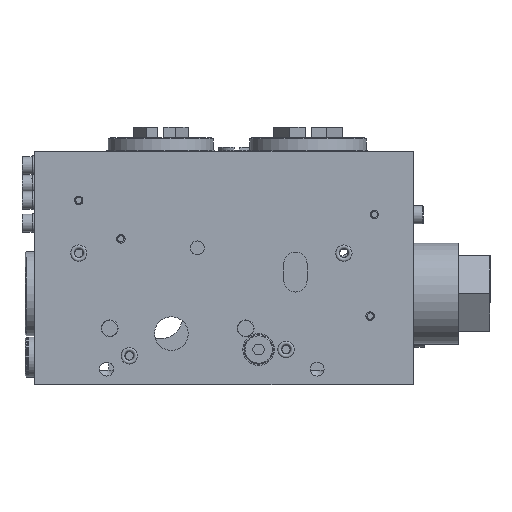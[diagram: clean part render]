
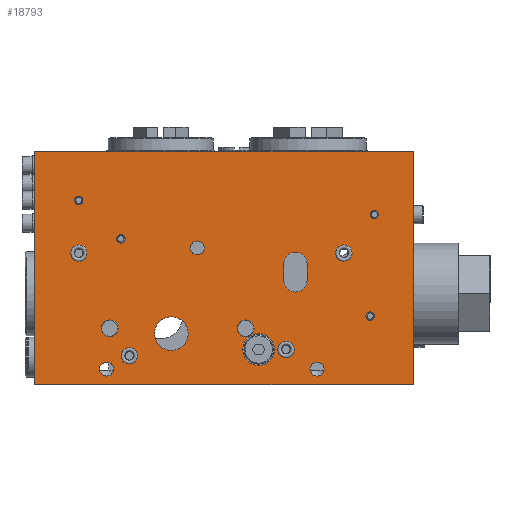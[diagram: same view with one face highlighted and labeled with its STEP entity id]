
A CAD part, front view. The second image highlights one B-rep face of the part: STEP entity #18793.
In plain terms, the highlighted planar face has unit normal (0, -1, 0).
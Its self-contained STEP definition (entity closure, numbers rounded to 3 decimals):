
#458=PLANE('',#20426);
#1135=LINE('',#28395,#1644);
#1138=LINE('',#28404,#1647);
#1163=LINE('',#28796,#1672);
#1191=LINE('',#28894,#1700);
#1214=LINE('',#29004,#1723);
#1215=LINE('',#29006,#1724);
#1644=VECTOR('',#22855,1000.);
#1647=VECTOR('',#22866,1000.);
#1672=VECTOR('',#23165,1000.);
#1700=VECTOR('',#23201,1000.);
#1723=VECTOR('',#23272,1000.);
#1724=VECTOR('',#23273,1000.);
#2707=CIRCLE('',#20235,2.);
#2709=CIRCLE('',#20238,2.);
#2711=CIRCLE('',#20241,2.);
#2715=CIRCLE('',#20247,3.324);
#2717=CIRCLE('',#20251,3.324);
#2719=CIRCLE('',#20255,3.324);
#2722=CIRCLE('',#20259,5.5);
#2724=CIRCLE('',#20263,5.5);
#2727=CIRCLE('',#20269,4.);
#2729=CIRCLE('',#20272,4.);
#2731=CIRCLE('',#20275,8.);
#2733=CIRCLE('',#20278,7.5);
#2804=CIRCLE('',#20390,2.);
#2834=CIRCLE('',#20427,3.9);
#2835=CIRCLE('',#20428,3.9);
#2836=CIRCLE('',#20429,3.9);
#2837=CIRCLE('',#20430,3.9);
#4155=ORIENTED_EDGE('',*,*,#7460,.F.);
#4156=ORIENTED_EDGE('',*,*,#7552,.T.);
#4157=ORIENTED_EDGE('',*,*,#7553,.T.);
#4158=ORIENTED_EDGE('',*,*,#7356,.T.);
#4159=ORIENTED_EDGE('',*,*,#7354,.T.);
#4160=ORIENTED_EDGE('',*,*,#7352,.T.);
#4161=ORIENTED_EDGE('',*,*,#7350,.T.);
#4162=ORIENTED_EDGE('',*,*,#7554,.T.);
#4163=ORIENTED_EDGE('',*,*,#7555,.T.);
#4164=ORIENTED_EDGE('',*,*,#7512,.T.);
#4165=ORIENTED_EDGE('',*,*,#7475,.T.);
#4166=ORIENTED_EDGE('',*,*,#7556,.T.);
#4167=ORIENTED_EDGE('',*,*,#7316,.T.);
#4168=ORIENTED_EDGE('',*,*,#7318,.T.);
#4169=ORIENTED_EDGE('',*,*,#7320,.T.);
#4170=ORIENTED_EDGE('',*,*,#7557,.T.);
#4171=ORIENTED_EDGE('',*,*,#7324,.T.);
#4172=ORIENTED_EDGE('',*,*,#7329,.T.);
#4173=ORIENTED_EDGE('',*,*,#7334,.T.);
#4174=ORIENTED_EDGE('',*,*,#7347,.T.);
#4175=ORIENTED_EDGE('',*,*,#7339,.T.);
#4176=ORIENTED_EDGE('',*,*,#7342,.T.);
#4177=ORIENTED_EDGE('',*,*,#7345,.T.);
#7316=EDGE_CURVE('',#9041,#9041,#2707,.T.);
#7318=EDGE_CURVE('',#9043,#9043,#2709,.T.);
#7320=EDGE_CURVE('',#9045,#9045,#2711,.T.);
#7324=EDGE_CURVE('',#9049,#9049,#2715,.T.);
#7329=EDGE_CURVE('',#9052,#9052,#2717,.T.);
#7334=EDGE_CURVE('',#9055,#9055,#2719,.T.);
#7339=EDGE_CURVE('',#9058,#9060,#2722,.T.);
#7342=EDGE_CURVE('',#9060,#9062,#1135,.T.);
#7345=EDGE_CURVE('',#9062,#9064,#2724,.T.);
#7347=EDGE_CURVE('',#9064,#9058,#1138,.T.);
#7350=EDGE_CURVE('',#9067,#9067,#2727,.T.);
#7352=EDGE_CURVE('',#9069,#9069,#2729,.T.);
#7354=EDGE_CURVE('',#9071,#9071,#2731,.T.);
#7356=EDGE_CURVE('',#9073,#9073,#2733,.T.);
#7460=EDGE_CURVE('',#9162,#9162,#2804,.T.);
#7475=EDGE_CURVE('',#9176,#9177,#1163,.T.);
#7512=EDGE_CURVE('',#9212,#9176,#1191,.T.);
#7552=EDGE_CURVE('',#9248,#9248,#2834,.T.);
#7553=EDGE_CURVE('',#9249,#9249,#2835,.T.);
#7554=EDGE_CURVE('',#9250,#9250,#2836,.T.);
#7555=EDGE_CURVE('',#9251,#9212,#1214,.T.);
#7556=EDGE_CURVE('',#9177,#9251,#1215,.T.);
#7557=EDGE_CURVE('',#9252,#9252,#2837,.T.);
#9041=VERTEX_POINT('',#28316);
#9043=VERTEX_POINT('',#28321);
#9045=VERTEX_POINT('',#28326);
#9049=VERTEX_POINT('',#28336);
#9052=VERTEX_POINT('',#28357);
#9055=VERTEX_POINT('',#28378);
#9058=VERTEX_POINT('',#28384);
#9060=VERTEX_POINT('',#28388);
#9062=VERTEX_POINT('',#28394);
#9064=VERTEX_POINT('',#28400);
#9067=VERTEX_POINT('',#28412);
#9069=VERTEX_POINT('',#28417);
#9071=VERTEX_POINT('',#28422);
#9073=VERTEX_POINT('',#28427);
#9162=VERTEX_POINT('',#28745);
#9176=VERTEX_POINT('',#28797);
#9177=VERTEX_POINT('',#28798);
#9212=VERTEX_POINT('',#28895);
#9248=VERTEX_POINT('',#28999);
#9249=VERTEX_POINT('',#29001);
#9250=VERTEX_POINT('',#29003);
#9251=VERTEX_POINT('',#29005);
#9252=VERTEX_POINT('',#29008);
#10775=EDGE_LOOP('',(#4155));
#10776=EDGE_LOOP('',(#4156));
#10777=EDGE_LOOP('',(#4157));
#10778=EDGE_LOOP('',(#4158));
#10779=EDGE_LOOP('',(#4159));
#10780=EDGE_LOOP('',(#4160));
#10781=EDGE_LOOP('',(#4161));
#10782=EDGE_LOOP('',(#4162));
#10783=EDGE_LOOP('',(#4163,#4164,#4165,#4166));
#10784=EDGE_LOOP('',(#4167));
#10785=EDGE_LOOP('',(#4168));
#10786=EDGE_LOOP('',(#4169));
#10787=EDGE_LOOP('',(#4170));
#10788=EDGE_LOOP('',(#4171));
#10789=EDGE_LOOP('',(#4172));
#10790=EDGE_LOOP('',(#4173));
#10791=EDGE_LOOP('',(#4174,#4175,#4176,#4177));
#13183=FACE_BOUND('',#10775,.T.);
#13184=FACE_BOUND('',#10776,.T.);
#13185=FACE_BOUND('',#10777,.T.);
#13186=FACE_BOUND('',#10778,.T.);
#13187=FACE_BOUND('',#10779,.T.);
#13188=FACE_BOUND('',#10780,.T.);
#13189=FACE_BOUND('',#10781,.T.);
#13190=FACE_BOUND('',#10782,.T.);
#13191=FACE_BOUND('',#10783,.T.);
#13192=FACE_BOUND('',#10784,.T.);
#13193=FACE_BOUND('',#10785,.T.);
#13194=FACE_BOUND('',#10786,.T.);
#13195=FACE_BOUND('',#10787,.T.);
#13196=FACE_BOUND('',#10788,.T.);
#13197=FACE_BOUND('',#10789,.T.);
#13198=FACE_BOUND('',#10790,.T.);
#13199=FACE_BOUND('',#10791,.T.);
#18793=ADVANCED_FACE('',(#13183,#13184,#13185,#13186,#13187,#13188,#13189,
#13190,#13191,#13192,#13193,#13194,#13195,#13196,#13197,#13198,#13199),
#458,.T.);
#20235=AXIS2_PLACEMENT_3D('',#28315,#22795,#22796);
#20238=AXIS2_PLACEMENT_3D('',#28320,#22801,#22802);
#20241=AXIS2_PLACEMENT_3D('',#28325,#22807,#22808);
#20247=AXIS2_PLACEMENT_3D('',#28335,#22819,#22820);
#20251=AXIS2_PLACEMENT_3D('',#28356,#22829,#22830);
#20255=AXIS2_PLACEMENT_3D('',#28377,#22839,#22840);
#20259=AXIS2_PLACEMENT_3D('',#28389,#22849,#22850);
#20263=AXIS2_PLACEMENT_3D('',#28401,#22861,#22862);
#20269=AXIS2_PLACEMENT_3D('',#28411,#22875,#22876);
#20272=AXIS2_PLACEMENT_3D('',#28416,#22881,#22882);
#20275=AXIS2_PLACEMENT_3D('',#28421,#22887,#22888);
#20278=AXIS2_PLACEMENT_3D('',#28426,#22893,#22894);
#20390=AXIS2_PLACEMENT_3D('',#28744,#23138,#23139);
#20426=AXIS2_PLACEMENT_3D('',#28997,#23264,#23265);
#20427=AXIS2_PLACEMENT_3D('',#28998,#23266,#23267);
#20428=AXIS2_PLACEMENT_3D('',#29000,#23268,#23269);
#20429=AXIS2_PLACEMENT_3D('',#29002,#23270,#23271);
#20430=AXIS2_PLACEMENT_3D('',#29007,#23274,#23275);
#22795=DIRECTION('',(0.,1.,0.));
#22796=DIRECTION('',(0.,0.,-1.));
#22801=DIRECTION('',(0.,1.,0.));
#22802=DIRECTION('',(0.,0.,-1.));
#22807=DIRECTION('',(0.,1.,0.));
#22808=DIRECTION('',(0.,0.,-1.));
#22819=DIRECTION('',(0.,1.,0.));
#22820=DIRECTION('',(0.,0.,-1.));
#22829=DIRECTION('',(0.,1.,0.));
#22830=DIRECTION('',(0.,0.,-1.));
#22839=DIRECTION('',(0.,1.,0.));
#22840=DIRECTION('',(0.,0.,-1.));
#22849=DIRECTION('',(0.,1.,0.));
#22850=DIRECTION('',(-1.,0.,0.));
#22855=DIRECTION('',(0.,0.,-1.));
#22861=DIRECTION('',(0.,1.,0.));
#22862=DIRECTION('',(1.,0.,0.));
#22866=DIRECTION('',(0.,0.,1.));
#22875=DIRECTION('',(0.,1.,0.));
#22876=DIRECTION('',(0.,0.,-1.));
#22881=DIRECTION('',(0.,1.,0.));
#22882=DIRECTION('',(0.,0.,-1.));
#22887=DIRECTION('',(0.,1.,0.));
#22888=DIRECTION('',(0.,0.,-1.));
#22893=DIRECTION('',(0.,1.,0.));
#22894=DIRECTION('',(0.,0.,-1.));
#23138=DIRECTION('',(0.,-1.,0.));
#23139=DIRECTION('',(0.,0.,-1.));
#23165=DIRECTION('',(0.,0.,-1.));
#23201=DIRECTION('',(-1.,0.,0.));
#23264=DIRECTION('',(0.,-1.,0.));
#23265=DIRECTION('',(0.,0.,-1.));
#23266=DIRECTION('',(0.,1.,0.));
#23267=DIRECTION('',(0.,0.,-1.));
#23268=DIRECTION('',(0.,1.,0.));
#23269=DIRECTION('',(0.,0.,-1.));
#23270=DIRECTION('',(0.,1.,0.));
#23271=DIRECTION('',(0.,0.,-1.));
#23272=DIRECTION('',(0.,0.,1.));
#23273=DIRECTION('',(1.,0.,0.));
#23274=DIRECTION('',(0.,1.,0.));
#23275=DIRECTION('',(0.,0.,-1.));
#28315=CARTESIAN_POINT('',(-69.,0.,32.2));
#28316=CARTESIAN_POINT('',(-69.,0.,30.2));
#28320=CARTESIAN_POINT('',(71.5,0.,25.5));
#28321=CARTESIAN_POINT('',(71.5,0.,23.5));
#28325=CARTESIAN_POINT('',(-49.,0.,13.9));
#28326=CARTESIAN_POINT('',(-49.,0.,11.9));
#28335=CARTESIAN_POINT('',(-55.8,0.,-48.));
#28336=CARTESIAN_POINT('',(-55.8,0.,-51.324));
#28356=CARTESIAN_POINT('',(44.3,0.,-48.));
#28357=CARTESIAN_POINT('',(44.3,0.,-51.324));
#28377=CARTESIAN_POINT('',(-12.6,0.,9.6));
#28378=CARTESIAN_POINT('',(-12.6,0.,6.277));
#28384=CARTESIAN_POINT('',(28.5,0.,2.1));
#28388=CARTESIAN_POINT('',(39.5,0.,2.1));
#28389=CARTESIAN_POINT('',(34.,0.,2.1));
#28394=CARTESIAN_POINT('',(39.5,0.,-5.9));
#28395=CARTESIAN_POINT('',(39.5,0.,-5.9));
#28400=CARTESIAN_POINT('',(28.5,0.,-5.9));
#28401=CARTESIAN_POINT('',(34.,0.,-5.9));
#28404=CARTESIAN_POINT('',(28.5,0.,2.1));
#28411=CARTESIAN_POINT('',(-54.3,0.,-28.65));
#28412=CARTESIAN_POINT('',(-54.3,0.,-32.65));
#28416=CARTESIAN_POINT('',(10.3,0.,-28.65));
#28417=CARTESIAN_POINT('',(10.3,0.,-32.65));
#28421=CARTESIAN_POINT('',(-25.,0.,-31.15));
#28422=CARTESIAN_POINT('',(-25.,0.,-39.15));
#28426=CARTESIAN_POINT('',(16.5,0.,-38.7));
#28427=CARTESIAN_POINT('',(16.5,0.,-46.2));
#28744=CARTESIAN_POINT('',(69.5,0.,-22.8));
#28745=CARTESIAN_POINT('',(69.5,0.,-24.8));
#28796=CARTESIAN_POINT('',(-90.,0.,55.5));
#28797=CARTESIAN_POINT('',(-90.,0.,55.5));
#28798=CARTESIAN_POINT('',(-90.,0.,-55.5));
#28894=CARTESIAN_POINT('',(90.,0.,55.5));
#28895=CARTESIAN_POINT('',(90.,0.,55.5));
#28997=CARTESIAN_POINT('',(0.,0.,0.));
#28998=CARTESIAN_POINT('',(-45.,0.,-41.7));
#28999=CARTESIAN_POINT('',(-45.,0.,-45.6));
#29000=CARTESIAN_POINT('',(29.5,0.,-38.7));
#29001=CARTESIAN_POINT('',(29.5,0.,-42.6));
#29002=CARTESIAN_POINT('',(57.,0.,7.1));
#29003=CARTESIAN_POINT('',(57.,0.,3.2));
#29004=CARTESIAN_POINT('',(90.,0.,-55.5));
#29005=CARTESIAN_POINT('',(90.,0.,-55.5));
#29006=CARTESIAN_POINT('',(-90.,0.,-55.5));
#29007=CARTESIAN_POINT('',(-69.,0.,7.1));
#29008=CARTESIAN_POINT('',(-69.,0.,3.2));
